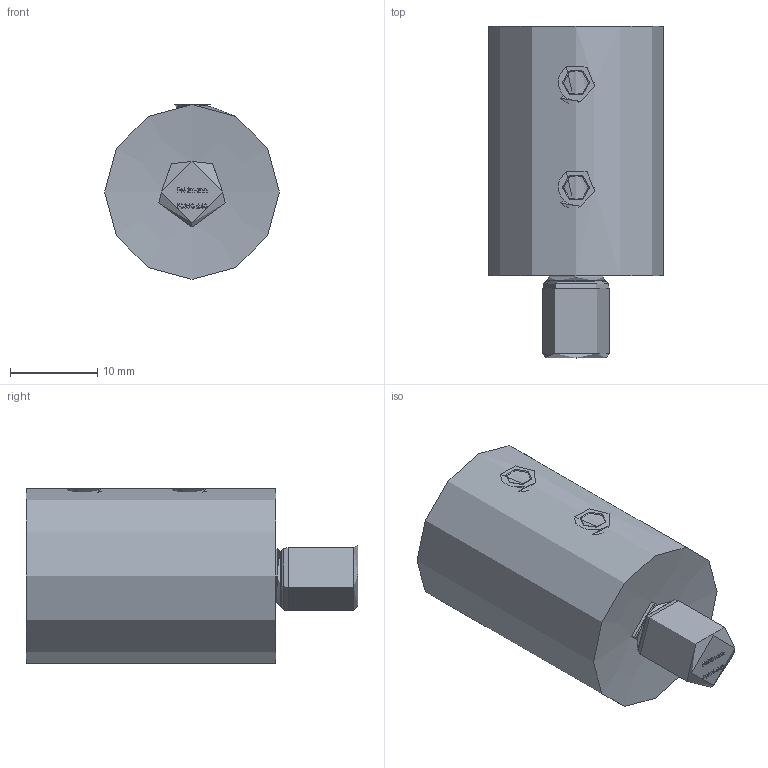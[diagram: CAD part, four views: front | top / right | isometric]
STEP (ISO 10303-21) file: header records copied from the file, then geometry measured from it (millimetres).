
FILE_DESCRIPTION (( 'STEP AP203' ), '1' );
FILE_NAME ('50390-240.step', '2021-11-25T15:26:37', ( '' ), ( '' ), 'SwSTEP 2.0', 'SolidWorks 2018', '' );
FILE_SCHEMA (( 'CONFIG_CONTROL_DESIGN' ));
Length unit declared in the file: millimetre
Products named in the file (7): 50390-240 Teil1; DIN913 M5x4; 50390-240; DIN913 M5x4_DIN913 M5x6
Assembly tree (5 placements, depth 2):
  50390-240 Teil1
  50390-240
    DIN913 M5x4
    DIN913 M5x4
  50390-240
    50390-240 Teil1
    DIN913 M5x4_DIN913 M5x6  x2
Bounding box: 20 x 38 x 20 mm (x, y, z)
Volume: 6426.8 mm3; surface area: 3962.3 mm2
Topology: 3 solids, 3 shells, 336 faces, 845 edges, 537 vertices
Faces by surface type: plane 135, bspline 118, cylinder 44, torus 16, sphere 12, cone 11
Full cylindrical faces by diameter (mm): 4.2 x2, 6 x1, 8 x1, 12.2 x1, 20 x1
Entity records: 18632 total; most frequent: CARTESIAN_POINT 11793, ORIENTED_EDGE 1432, DIRECTION 907, EDGE_CURVE 716, VERTEX_POINT 474, LINE 415, VECTOR 415, EDGE_LOOP 336
